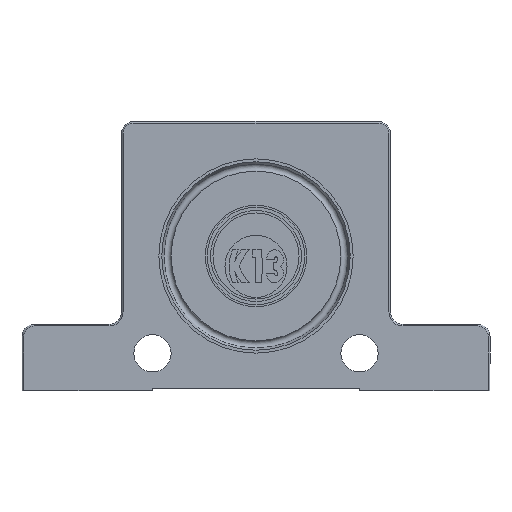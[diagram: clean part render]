
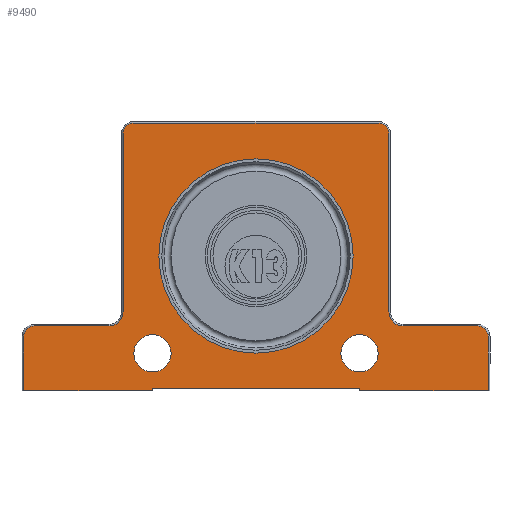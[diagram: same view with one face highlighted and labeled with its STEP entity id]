
A CAD part, left-side view. The second image highlights one B-rep face of the part: STEP entity #9490.
In plain terms, the highlighted planar face has unit normal (-1, 0, 0).
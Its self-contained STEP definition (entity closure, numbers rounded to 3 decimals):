
#8306=CARTESIAN_POINT('',(-12.,-56.1,0.0));
#8307=VERTEX_POINT('',#8306);
#8324=CARTESIAN_POINT('',(-12.,-56.1,13.));
#8325=VERTEX_POINT('',#8324);
#8332=CARTESIAN_POINT('',(-12.,-56.1,13.));
#8333=DIRECTION('',(0.0,0.0,-1.0));
#8334=VECTOR('',#8333,13.);
#8335=LINE('',#8332,#8334);
#8336=EDGE_CURVE('',#8325,#8307,#8335,.T.);
#8348=CARTESIAN_POINT('',(-12.,-53.5,15.6));
#8349=VERTEX_POINT('',#8348);
#8356=CARTESIAN_POINT('',(-12.,-53.5,13.));
#8357=DIRECTION('',(1.,0.0,0.0));
#8358=DIRECTION('',(0.0,-0.707,0.707));
#8359=AXIS2_PLACEMENT_3D('',#8356,#8357,#8358);
#8360=CIRCLE('',#8359,2.6);
#8361=EDGE_CURVE('',#8349,#8325,#8360,.T.);
#8381=CARTESIAN_POINT('',(-12.,-35.5,15.6));
#8382=VERTEX_POINT('',#8381);
#8389=CARTESIAN_POINT('',(-12.,-35.5,15.6));
#8390=DIRECTION('',(0.0,-1.0,0.0));
#8391=VECTOR('',#8390,18.);
#8392=LINE('',#8389,#8391);
#8393=EDGE_CURVE('',#8382,#8349,#8392,.T.);
#8410=CARTESIAN_POINT('',(-12.,-32.1,19.));
#8411=VERTEX_POINT('',#8410);
#8418=CARTESIAN_POINT('',(-12.,-35.5,19.));
#8419=DIRECTION('',(-1.,0.0,0.0));
#8420=DIRECTION('',(0.0,0.707,-0.707));
#8421=AXIS2_PLACEMENT_3D('',#8418,#8419,#8420);
#8422=CIRCLE('',#8421,3.4);
#8423=EDGE_CURVE('',#8411,#8382,#8422,.T.);
#8441=CARTESIAN_POINT('',(-12.,-32.1,62.));
#8442=VERTEX_POINT('',#8441);
#8449=CARTESIAN_POINT('',(-12.,-32.1,62.));
#8450=DIRECTION('',(0.0,0.0,-1.0));
#8451=VECTOR('',#8450,43.0);
#8452=LINE('',#8449,#8451);
#8453=EDGE_CURVE('',#8442,#8411,#8452,.T.);
#8467=CARTESIAN_POINT('',(-12.,-29.5,64.6));
#8468=VERTEX_POINT('',#8467);
#8475=CARTESIAN_POINT('',(-12.,-29.5,62.));
#8476=DIRECTION('',(1.0,0.0,0.0));
#8477=DIRECTION('',(0.0,-0.707,0.707));
#8478=AXIS2_PLACEMENT_3D('',#8475,#8476,#8477);
#8479=CIRCLE('',#8478,2.6);
#8480=EDGE_CURVE('',#8468,#8442,#8479,.T.);
#8500=CARTESIAN_POINT('',(-12.,29.5,64.6));
#8501=VERTEX_POINT('',#8500);
#8508=CARTESIAN_POINT('',(-12.,29.5,64.6));
#8509=DIRECTION('',(0.0,-1.0,0.0));
#8510=VECTOR('',#8509,59.);
#8511=LINE('',#8508,#8510);
#8512=EDGE_CURVE('',#8501,#8468,#8511,.T.);
#8531=CARTESIAN_POINT('',(-12.,32.1,62.0));
#8532=VERTEX_POINT('',#8531);
#8539=CARTESIAN_POINT('',(-12.,29.5,62.0));
#8540=DIRECTION('',(1.0,0.0,0.0));
#8541=DIRECTION('',(0.0,0.707,0.707));
#8542=AXIS2_PLACEMENT_3D('',#8539,#8540,#8541);
#8543=CIRCLE('',#8542,2.6);
#8544=EDGE_CURVE('',#8532,#8501,#8543,.T.);
#8564=CARTESIAN_POINT('',(-12.,32.1,19.));
#8565=VERTEX_POINT('',#8564);
#8572=CARTESIAN_POINT('',(-12.,32.1,19.0));
#8573=DIRECTION('',(0.0,0.0,1.0));
#8574=VECTOR('',#8573,43.0);
#8575=LINE('',#8572,#8574);
#8576=EDGE_CURVE('',#8565,#8532,#8575,.T.);
#8595=CARTESIAN_POINT('',(-12.,35.5,15.6));
#8596=VERTEX_POINT('',#8595);
#8603=CARTESIAN_POINT('',(-12.,35.5,19.));
#8604=DIRECTION('',(-1.,0.0,0.0));
#8605=DIRECTION('',(0.0,-0.707,-0.707));
#8606=AXIS2_PLACEMENT_3D('',#8603,#8604,#8605);
#8607=CIRCLE('',#8606,3.4);
#8608=EDGE_CURVE('',#8596,#8565,#8607,.T.);
#8628=CARTESIAN_POINT('',(-12.,53.5,15.6));
#8629=VERTEX_POINT('',#8628);
#8636=CARTESIAN_POINT('',(-12.,53.5,15.6));
#8637=DIRECTION('',(0.0,-1.0,0.0));
#8638=VECTOR('',#8637,18.);
#8639=LINE('',#8636,#8638);
#8640=EDGE_CURVE('',#8629,#8596,#8639,.T.);
#8659=CARTESIAN_POINT('',(-12.,56.1,13.0));
#8660=VERTEX_POINT('',#8659);
#8667=CARTESIAN_POINT('',(-12.,53.5,13.0));
#8668=DIRECTION('',(1.0,0.0,0.0));
#8669=DIRECTION('',(0.0,0.707,0.707));
#8670=AXIS2_PLACEMENT_3D('',#8667,#8668,#8669);
#8671=CIRCLE('',#8670,2.6);
#8672=EDGE_CURVE('',#8660,#8629,#8671,.T.);
#8692=CARTESIAN_POINT('',(-12.,56.1,0.0));
#8693=VERTEX_POINT('',#8692);
#8700=CARTESIAN_POINT('',(-12.,56.1,0.0));
#8701=DIRECTION('',(0.0,0.0,1.0));
#8702=VECTOR('',#8701,13.0);
#8703=LINE('',#8700,#8702);
#8704=EDGE_CURVE('',#8693,#8660,#8703,.T.);
#8737=CARTESIAN_POINT('',(-12.,25.,0.0));
#8738=VERTEX_POINT('',#8737);
#8745=CARTESIAN_POINT('',(-12.,25.,0.0));
#8746=DIRECTION('',(0.0,1.0,0.0));
#8747=VECTOR('',#8746,31.1);
#8748=LINE('',#8745,#8747);
#8749=EDGE_CURVE('',#8738,#8693,#8748,.T.);
#9335=CARTESIAN_POINT('',(-12.,-25.,0.5));
#9336=VERTEX_POINT('',#9335);
#9344=CARTESIAN_POINT('',(-12.,-25.,0.0));
#9345=VERTEX_POINT('',#9344);
#9352=CARTESIAN_POINT('',(-12.,-25.,0.5));
#9353=DIRECTION('',(0.0,0.0,-1.0));
#9354=VECTOR('',#9353,0.5);
#9355=LINE('',#9352,#9354);
#9356=EDGE_CURVE('',#9336,#9345,#9355,.T.);
#9366=CARTESIAN_POINT('',(-12.,25.,0.5));
#9367=VERTEX_POINT('',#9366);
#9374=CARTESIAN_POINT('',(-12.,25.,0.0));
#9375=DIRECTION('',(0.0,0.0,1.0));
#9376=VECTOR('',#9375,0.5);
#9377=LINE('',#9374,#9376);
#9378=EDGE_CURVE('',#8738,#9367,#9377,.T.);
#9392=CARTESIAN_POINT('',(-12.,25.,0.5));
#9393=DIRECTION('',(0.0,-1.0,0.0));
#9394=VECTOR('',#9393,50.);
#9395=LINE('',#9392,#9394);
#9396=EDGE_CURVE('',#9367,#9336,#9395,.T.);
#9408=CARTESIAN_POINT('',(-12.,-56.1,0.0));
#9409=DIRECTION('',(0.0,1.0,0.0));
#9410=VECTOR('',#9409,31.1);
#9411=LINE('',#9408,#9410);
#9412=EDGE_CURVE('',#8307,#9345,#9411,.T.);
#9432=CARTESIAN_POINT('',(-12.,23.41,27.66));
#9433=DIRECTION('',(1.0,0.0,0.0));
#9434=DIRECTION('',(0.0,0.0,-1.0));
#9435=AXIS2_PLACEMENT_3D('',#9432,#9433,#9434);
#9436=PLANE('',#9435);
#9437=ORIENTED_EDGE('',*,*,#8704,.F.);
#9438=ORIENTED_EDGE('',*,*,#8749,.F.);
#9439=ORIENTED_EDGE('',*,*,#9378,.T.);
#9440=ORIENTED_EDGE('',*,*,#9396,.T.);
#9441=ORIENTED_EDGE('',*,*,#9356,.T.);
#9442=ORIENTED_EDGE('',*,*,#9412,.F.);
#9443=ORIENTED_EDGE('',*,*,#8336,.F.);
#9444=ORIENTED_EDGE('',*,*,#8361,.F.);
#9445=ORIENTED_EDGE('',*,*,#8393,.F.);
#9446=ORIENTED_EDGE('',*,*,#8423,.F.);
#9447=ORIENTED_EDGE('',*,*,#8453,.F.);
#9448=ORIENTED_EDGE('',*,*,#8480,.F.);
#9449=ORIENTED_EDGE('',*,*,#8512,.F.);
#9450=ORIENTED_EDGE('',*,*,#8544,.F.);
#9451=ORIENTED_EDGE('',*,*,#8576,.F.);
#9452=ORIENTED_EDGE('',*,*,#8608,.F.);
#9453=ORIENTED_EDGE('',*,*,#8640,.F.);
#9454=ORIENTED_EDGE('',*,*,#8672,.F.);
#9455=EDGE_LOOP('',(#9437,#9438,#9439,#9440,#9441,#9442,#9443,#9444,#9445,#9446,#9447,#9448,#9449,#9450,#9451,#9452,#9453,#9454));
#9456=FACE_OUTER_BOUND('',#9455,.T.);
#9457=CARTESIAN_POINT('',(-12.,-25.0,13.5));
#9458=VERTEX_POINT('',#9457);
#9459=CARTESIAN_POINT('',(-12.,-25.0,9.));
#9460=DIRECTION('',(1.0,0.0,0.0));
#9461=DIRECTION('',(0.0,0.0,-1.0));
#9462=AXIS2_PLACEMENT_3D('',#9459,#9460,#9461);
#9463=CIRCLE('',#9462,4.5);
#9464=EDGE_CURVE('',#9458,#9458,#9463,.T.);
#9465=ORIENTED_EDGE('',*,*,#9464,.T.);
#9466=EDGE_LOOP('',(#9465));
#9467=FACE_BOUND('',#9466,.T.);
#9468=CARTESIAN_POINT('',(-12.,25.0,13.5));
#9469=VERTEX_POINT('',#9468);
#9470=CARTESIAN_POINT('',(-12.,25.0,9.));
#9471=DIRECTION('',(1.0,0.0,0.0));
#9472=DIRECTION('',(0.0,0.0,-1.0));
#9473=AXIS2_PLACEMENT_3D('',#9470,#9471,#9472);
#9474=CIRCLE('',#9473,4.5);
#9475=EDGE_CURVE('',#9469,#9469,#9474,.T.);
#9476=ORIENTED_EDGE('',*,*,#9475,.T.);
#9477=EDGE_LOOP('',(#9476));
#9478=FACE_BOUND('',#9477,.T.);
#9479=CARTESIAN_POINT('',(-12.,0.0,9.05));
#9480=VERTEX_POINT('',#9479);
#9481=CARTESIAN_POINT('',(-12.,0.0,32.5));
#9482=DIRECTION('',(1.0,0.0,0.0));
#9483=DIRECTION('',(0.0,0.0,-1.0));
#9484=AXIS2_PLACEMENT_3D('',#9481,#9482,#9483);
#9485=CIRCLE('',#9484,23.45);
#9486=EDGE_CURVE('',#9480,#9480,#9485,.T.);
#9487=ORIENTED_EDGE('',*,*,#9486,.T.);
#9488=EDGE_LOOP('',(#9487));
#9489=FACE_BOUND('',#9488,.T.);
#9490=ADVANCED_FACE('',(#9456,#9467,#9478,#9489),#9436,.F.);
